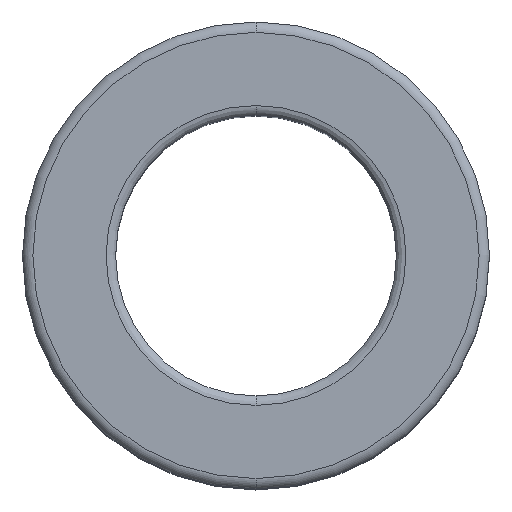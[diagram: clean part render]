
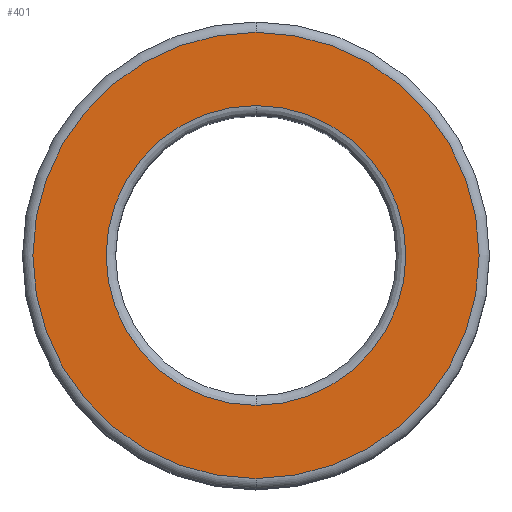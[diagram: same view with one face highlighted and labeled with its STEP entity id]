
A CAD part, top view. The second image highlights one B-rep face of the part: STEP entity #401.
In plain terms, the highlighted planar face has unit normal (0, 0, 1).
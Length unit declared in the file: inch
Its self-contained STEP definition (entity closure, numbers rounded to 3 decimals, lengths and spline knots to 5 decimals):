
#61 = DIRECTION ( 'NONE',  ( 0., 1., 0. ) ) ;
#123 = CARTESIAN_POINT ( 'NONE',  ( 0., 0.59687, 0.80875 ) ) ;
#141 = AXIS2_PLACEMENT_3D ( 'NONE', #1150, #2018, #61 ) ;
#169 = DIRECTION ( 'NONE',  ( 0., -1., 0. ) ) ;
#375 = CARTESIAN_POINT ( 'NONE',  ( 0., 0., 0.80875 ) ) ;
#378 = AXIS2_PLACEMENT_3D ( 'NONE', #1349, #2638, #2046 ) ;
#401 = ADVANCED_FACE ( 'NONE', ( #2440, #1178 ), #929, .F. ) ;
#474 = AXIS2_PLACEMENT_3D ( 'NONE', #2451, #1843, #2650 ) ;
#483 = ORIENTED_EDGE ( 'NONE', *, *, #1002, .F. ) ;
#535 = CARTESIAN_POINT ( 'NONE',  ( 0.401, 0., 0.80875 ) ) ;
#574 = VERTEX_POINT ( 'NONE', #535 ) ;
#929 = PLANE ( 'NONE',  #378 ) ;
#1002 = EDGE_CURVE ( 'NONE', #1085, #2580, #1651, .T. ) ;
#1085 = VERTEX_POINT ( 'NONE', #123 ) ;
#1150 = CARTESIAN_POINT ( 'NONE',  ( 0., 0., 0.80875 ) ) ;
#1178 = FACE_OUTER_BOUND ( 'NONE', #2446, .T. ) ;
#1180 = CARTESIAN_POINT ( 'NONE',  ( -0.401, 0., 0.80875 ) ) ;
#1259 = DIRECTION ( 'NONE',  ( 0., 0., -1. ) ) ;
#1303 = ORIENTED_EDGE ( 'NONE', *, *, #2209, .T. ) ;
#1349 = CARTESIAN_POINT ( 'NONE',  ( 0., 0.59687, 0.80875 ) ) ;
#1447 = DIRECTION ( 'NONE',  ( 0., 1., 0. ) ) ;
#1475 = ORIENTED_EDGE ( 'NONE', *, *, #2175, .F. ) ;
#1482 = CIRCLE ( 'NONE', #2773, 0.59688 ) ;
#1553 = CARTESIAN_POINT ( 'NONE',  ( 0., -0.59688, 0.80875 ) ) ;
#1573 = AXIS2_PLACEMENT_3D ( 'NONE', #2494, #2507, #169 ) ;
#1586 = EDGE_CURVE ( 'NONE', #2631, #574, #1695, .T. ) ;
#1651 = CIRCLE ( 'NONE', #141, 0.59688 ) ;
#1695 = CIRCLE ( 'NONE', #474, 0.401 ) ;
#1769 = ORIENTED_EDGE ( 'NONE', *, *, #1586, .T. ) ;
#1843 = DIRECTION ( 'NONE',  ( 0., 0., -1. ) ) ;
#2018 = DIRECTION ( 'NONE',  ( 0., 0., -1. ) ) ;
#2046 = DIRECTION ( 'NONE',  ( 0., 1., 0. ) ) ;
#2175 = EDGE_CURVE ( 'NONE', #2580, #1085, #1482, .T. ) ;
#2209 = EDGE_CURVE ( 'NONE', #574, #2631, #2538, .T. ) ;
#2440 = FACE_BOUND ( 'NONE', #2795, .T. ) ;
#2446 = EDGE_LOOP ( 'NONE', ( #483, #1475 ) ) ;
#2451 = CARTESIAN_POINT ( 'NONE',  ( 0., 0., 0.80875 ) ) ;
#2494 = CARTESIAN_POINT ( 'NONE',  ( 0., 0., 0.80875 ) ) ;
#2507 = DIRECTION ( 'NONE',  ( 0., 0., -1. ) ) ;
#2538 = CIRCLE ( 'NONE', #1573, 0.401 ) ;
#2580 = VERTEX_POINT ( 'NONE', #1553 ) ;
#2631 = VERTEX_POINT ( 'NONE', #1180 ) ;
#2638 = DIRECTION ( 'NONE',  ( 0., 0., -1. ) ) ;
#2650 = DIRECTION ( 'NONE',  ( 0., -1., 0. ) ) ;
#2773 = AXIS2_PLACEMENT_3D ( 'NONE', #375, #1259, #1447 ) ;
#2795 = EDGE_LOOP ( 'NONE', ( #1303, #1769 ) ) ;
